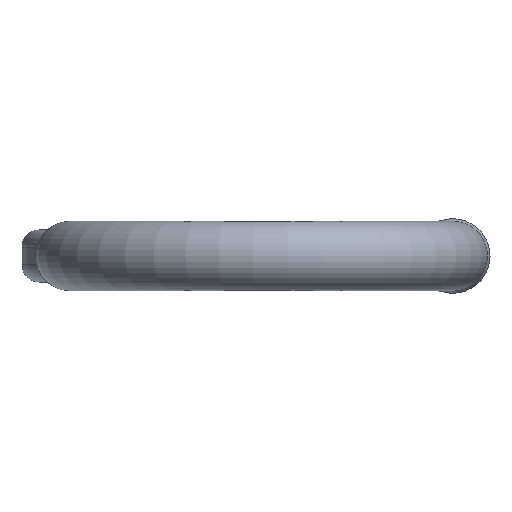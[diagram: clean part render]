
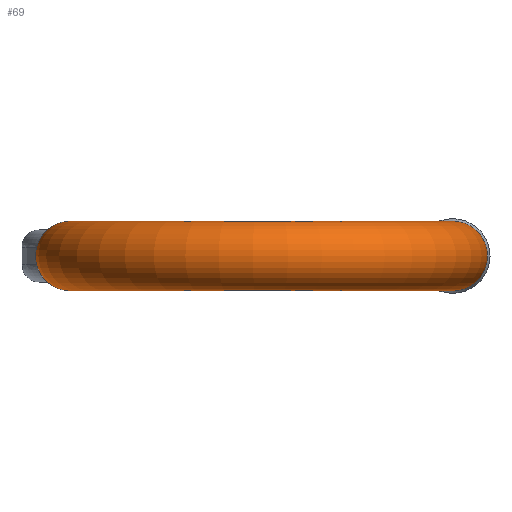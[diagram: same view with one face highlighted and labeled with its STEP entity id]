
A CAD part, front view. The second image highlights one B-rep face of the part: STEP entity #69.
In plain terms, the highlighted toroidal (fillet/blend) face has major radius 110 mm and minor radius 20 mm.
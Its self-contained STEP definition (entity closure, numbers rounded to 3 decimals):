
#60=TOROIDAL_SURFACE('',#468,110.,20.);
#69=ADVANCED_FACE('',(#124,#125),#60,.T.);
#103=CIRCLE('',#463,20.);
#104=CIRCLE('',#465,20.);
#124=FACE_BOUND('',#140,.T.);
#125=FACE_BOUND('',#141,.T.);
#140=EDGE_LOOP('',(#248));
#141=EDGE_LOOP('',(#249));
#248=ORIENTED_EDGE('',*,*,#409,.T.);
#249=ORIENTED_EDGE('',*,*,#410,.F.);
#365=VERTEX_POINT('',#875);
#366=VERTEX_POINT('',#878);
#409=EDGE_CURVE('',#365,#365,#103,.T.);
#410=EDGE_CURVE('',#366,#366,#104,.T.);
#463=AXIS2_PLACEMENT_3D('',#874,#532,#533);
#465=AXIS2_PLACEMENT_3D('',#877,#536,#537);
#468=AXIS2_PLACEMENT_3D('',#882,#542,#543);
#532=DIRECTION('',(0.,-1.,0.));
#533=DIRECTION('',(1.,0.,0.));
#536=DIRECTION('',(0.,1.,0.));
#537=DIRECTION('',(-1.,0.,0.));
#542=DIRECTION('',(0.,0.,1.));
#543=DIRECTION('',(1.,0.,0.));
#874=CARTESIAN_POINT('',(-110.,-80.,0.));
#875=CARTESIAN_POINT('',(-90.,-80.,0.));
#877=CARTESIAN_POINT('',(110.,-80.,0.));
#878=CARTESIAN_POINT('',(90.,-80.,0.));
#882=CARTESIAN_POINT('',(0.,-80.,0.));
